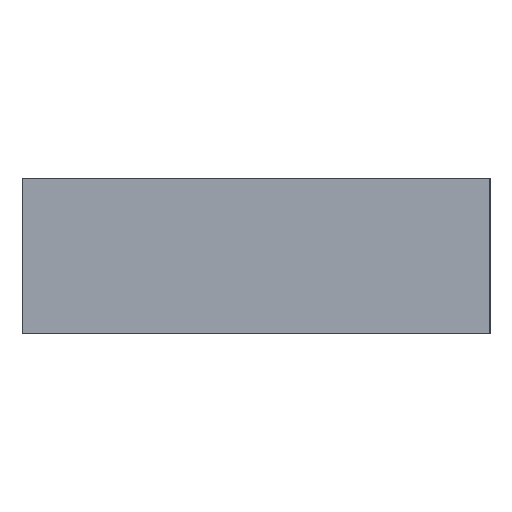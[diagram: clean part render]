
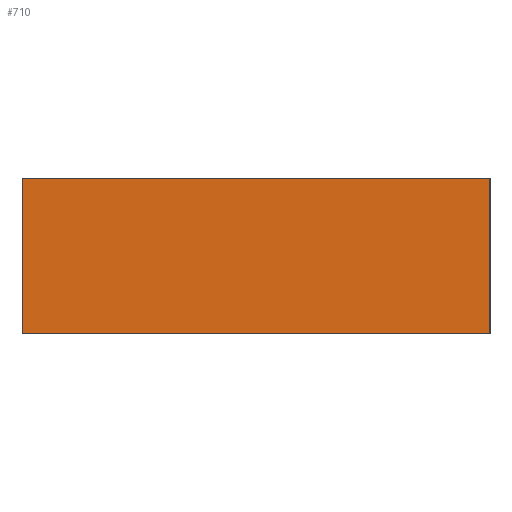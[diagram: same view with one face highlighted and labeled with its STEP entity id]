
A CAD part, left-side view. The second image highlights one B-rep face of the part: STEP entity #710.
In plain terms, the highlighted planar face has unit normal (-1, 0, 0).
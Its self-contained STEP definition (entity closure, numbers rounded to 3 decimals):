
#55 = EDGE_CURVE ( 'NONE', #627, #559, #367, .T. ) ;
#60 = CARTESIAN_POINT ( 'NONE',  ( 0., 0., 0. ) ) ;
#69 = EDGE_CURVE ( 'NONE', #585, #627, #202, .T. ) ;
#99 = EDGE_CURVE ( 'NONE', #585, #660, #340, .T. ) ;
#104 = CARTESIAN_POINT ( 'NONE',  ( 0., 0., 2. ) ) ;
#105 = CARTESIAN_POINT ( 'NONE',  ( 0., 0., 2. ) ) ;
#114 = DIRECTION ( 'NONE',  ( 0., -1., 0. ) ) ;
#139 = DIRECTION ( 'NONE',  ( 0., 0., -1. ) ) ;
#152 = CARTESIAN_POINT ( 'NONE',  ( 0., 6., 2. ) ) ;
#172 = DIRECTION ( 'NONE',  ( 0., 0., -1. ) ) ;
#182 = AXIS2_PLACEMENT_3D ( 'NONE', #433, #442, #444 ) ;
#199 = VECTOR ( 'NONE', #172, 1000. ) ;
#202 = LINE ( 'NONE', #105, #359 ) ;
#235 = FACE_OUTER_BOUND ( 'NONE', #502, .T. ) ;
#290 = CARTESIAN_POINT ( 'NONE',  ( 0., 0., 2. ) ) ;
#293 = CARTESIAN_POINT ( 'NONE',  ( 0., 6., 0. ) ) ;
#295 = EDGE_CURVE ( 'NONE', #660, #559, #314, .T. ) ;
#308 = VECTOR ( 'NONE', #687, 1000. ) ;
#314 = LINE ( 'NONE', #733, #308 ) ;
#315 = CARTESIAN_POINT ( 'NONE',  ( 0., 6., 2. ) ) ;
#337 = VECTOR ( 'NONE', #139, 1000. ) ;
#340 = LINE ( 'NONE', #152, #337 ) ;
#359 = VECTOR ( 'NONE', #114, 1000. ) ;
#367 = LINE ( 'NONE', #104, #199 ) ;
#422 = PLANE ( 'NONE',  #182 ) ;
#433 = CARTESIAN_POINT ( 'NONE',  ( 0., 0., 2. ) ) ;
#442 = DIRECTION ( 'NONE',  ( 1., 0., 0. ) ) ;
#444 = DIRECTION ( 'NONE',  ( 0., 0., -1. ) ) ;
#502 = EDGE_LOOP ( 'NONE', ( #526, #528, #527, #607 ) ) ;
#526 = ORIENTED_EDGE ( 'NONE', *, *, #295, .T. ) ;
#527 = ORIENTED_EDGE ( 'NONE', *, *, #69, .F. ) ;
#528 = ORIENTED_EDGE ( 'NONE', *, *, #55, .F. ) ;
#559 = VERTEX_POINT ( 'NONE', #60 ) ;
#585 = VERTEX_POINT ( 'NONE', #315 ) ;
#607 = ORIENTED_EDGE ( 'NONE', *, *, #99, .T. ) ;
#627 = VERTEX_POINT ( 'NONE', #290 ) ;
#660 = VERTEX_POINT ( 'NONE', #293 ) ;
#687 = DIRECTION ( 'NONE',  ( 0., -1., 0. ) ) ;
#710 = ADVANCED_FACE ( 'NONE', ( #235 ), #422, .F. ) ;
#733 = CARTESIAN_POINT ( 'NONE',  ( 0., 0., 0. ) ) ;
